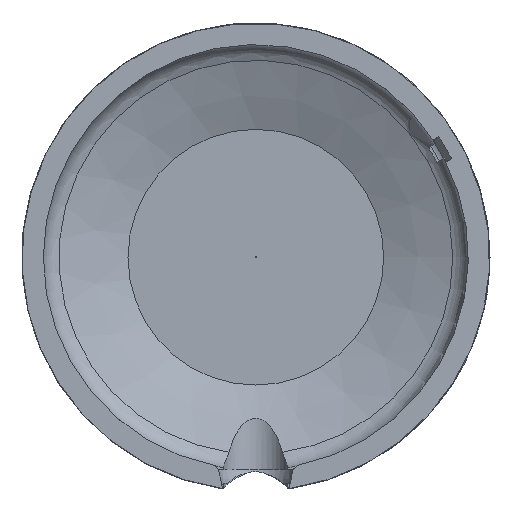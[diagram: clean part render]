
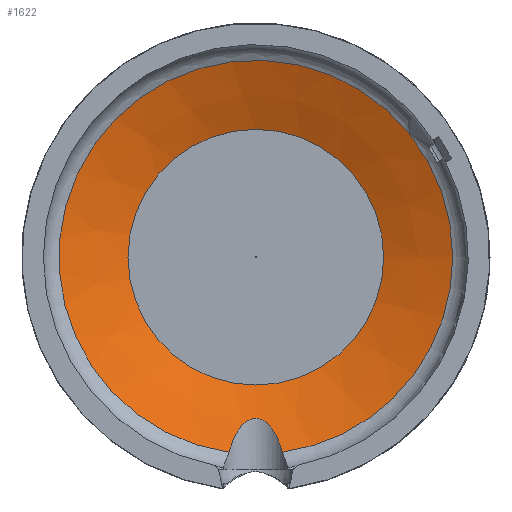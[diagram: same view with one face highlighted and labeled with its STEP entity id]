
A CAD part, top view. The second image highlights one B-rep face of the part: STEP entity #1622.
In plain terms, the highlighted conical face has half-angle 68.199 degrees and reference radius 19.091 mm.
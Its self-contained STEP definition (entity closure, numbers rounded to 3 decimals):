
#43=CONICAL_SURFACE('',#1737,19.091,1.19);
#186=LINE('',#3054,#327);
#327=VECTOR('',#2080,19.091);
#457=FACE_OUTER_BOUND('',#555,.T.);
#555=EDGE_LOOP('',(#1411,#1412,#1413,#1414,#1415,#1416));
#605=B_SPLINE_CURVE_WITH_KNOTS('',3,(#2864,#2865,#2866,#2867,#2868,#2869,
#2870,#2871,#2872,#2873,#2874,#2875,#2876,#2877,#2878,#2879,#2880,#2881,
#2882,#2883,#2884,#2885),.UNSPECIFIED.,.F.,.F.,(4,2,2,2,2,2,2,2,2,2,4),
(1.036,1.094,1.37,1.476,1.528,
1.581,1.634,1.687,1.793,2.07,
2.126),.UNSPECIFIED.);
#634=CIRCLE('',#1678,15.034);
#662=CIRCLE('',#1738,23.148);
#663=CIRCLE('',#1739,23.148);
#724=VERTEX_POINT('',#2422);
#791=VERTEX_POINT('',#2862);
#792=VERTEX_POINT('',#2863);
#818=VERTEX_POINT('',#3053);
#897=EDGE_CURVE('',#724,#724,#634,.T.);
#993=EDGE_CURVE('',#791,#792,#605,.T.);
#1033=EDGE_CURVE('',#724,#818,#186,.T.);
#1034=EDGE_CURVE('',#791,#818,#662,.T.);
#1035=EDGE_CURVE('',#818,#792,#663,.T.);
#1411=ORIENTED_EDGE('',*,*,#897,.F.);
#1412=ORIENTED_EDGE('',*,*,#1033,.T.);
#1413=ORIENTED_EDGE('',*,*,#1034,.F.);
#1414=ORIENTED_EDGE('',*,*,#993,.T.);
#1415=ORIENTED_EDGE('',*,*,#1035,.F.);
#1416=ORIENTED_EDGE('',*,*,#1033,.F.);
#1622=ADVANCED_FACE('',(#457),#43,.F.);
#1678=AXIS2_PLACEMENT_3D('',#2423,#1890,#1891);
#1737=AXIS2_PLACEMENT_3D('',#3052,#2078,#2079);
#1738=AXIS2_PLACEMENT_3D('',#3055,#2081,#2082);
#1739=AXIS2_PLACEMENT_3D('',#3056,#2083,#2084);
#1890=DIRECTION('center_axis',(0.,0.,1.));
#1891=DIRECTION('ref_axis',(-1.,0.,0.));
#2078=DIRECTION('center_axis',(0.,0.,1.));
#2079=DIRECTION('ref_axis',(-1.,0.,0.));
#2080=DIRECTION('',(0.928,0.,0.371));
#2081=DIRECTION('center_axis',(0.,0.,-1.));
#2082=DIRECTION('ref_axis',(1.,0.,0.));
#2083=DIRECTION('center_axis',(0.,0.,-1.));
#2084=DIRECTION('ref_axis',(1.,0.,0.));
#2422=CARTESIAN_POINT('',(15.034,0.,-5.997));
#2423=CARTESIAN_POINT('Origin',(0.,0.,-5.997));
#2862=CARTESIAN_POINT('',(-3.169,-22.93,-2.751));
#2863=CARTESIAN_POINT('',(3.129,-22.936,-2.751));
#2864=CARTESIAN_POINT('Ctrl Pts',(-3.169,-22.93,-2.751));
#2865=CARTESIAN_POINT('Ctrl Pts',(-3.117,-22.742,-2.829));
#2866=CARTESIAN_POINT('Ctrl Pts',(-3.061,-22.554,-2.906));
#2867=CARTESIAN_POINT('Ctrl Pts',(-2.713,-21.49,-3.347));
#2868=CARTESIAN_POINT('Ctrl Pts',(-2.338,-20.649,-3.701));
#2869=CARTESIAN_POINT('Ctrl Pts',(-1.577,-19.711,-4.101));
#2870=CARTESIAN_POINT('Ctrl Pts',(-1.314,-19.451,-4.213));
#2871=CARTESIAN_POINT('Ctrl Pts',(-0.861,-19.167,-4.336));
#2872=CARTESIAN_POINT('Ctrl Pts',(-0.699,-19.09,
-4.37));
#2873=CARTESIAN_POINT('Ctrl Pts',(-0.364,-18.986,
-4.415));
#2874=CARTESIAN_POINT('Ctrl Pts',(-0.189,-18.958,
-4.427));
#2875=CARTESIAN_POINT('Ctrl Pts',(0.163,-18.96,-4.427));
#2876=CARTESIAN_POINT('Ctrl Pts',(0.338,-18.989,-4.414));
#2877=CARTESIAN_POINT('Ctrl Pts',(0.673,-19.098,-4.367));
#2878=CARTESIAN_POINT('Ctrl Pts',(0.834,-19.176,-4.333));
#2879=CARTESIAN_POINT('Ctrl Pts',(1.287,-19.465,-4.209));
#2880=CARTESIAN_POINT('Ctrl Pts',(1.549,-19.727,-4.096));
#2881=CARTESIAN_POINT('Ctrl Pts',(2.308,-20.67,-3.693));
#2882=CARTESIAN_POINT('Ctrl Pts',(2.681,-21.515,-3.338));
#2883=CARTESIAN_POINT('Ctrl Pts',(3.025,-22.575,-2.9));
#2884=CARTESIAN_POINT('Ctrl Pts',(3.079,-22.755,-2.825));
#2885=CARTESIAN_POINT('Ctrl Pts',(3.129,-22.936,-2.751));
#3052=CARTESIAN_POINT('Origin',(0.,0.,-4.374));
#3053=CARTESIAN_POINT('',(23.148,0.,-2.751));
#3054=CARTESIAN_POINT('',(19.091,0.,-4.374));
#3055=CARTESIAN_POINT('Origin',(0.,0.,-2.751));
#3056=CARTESIAN_POINT('Origin',(0.,0.,-2.751));
